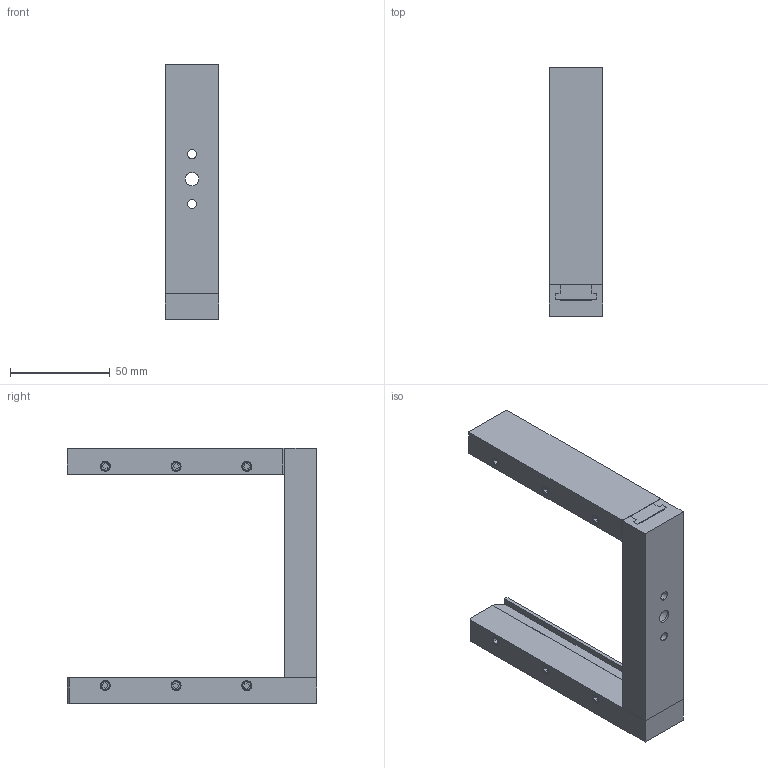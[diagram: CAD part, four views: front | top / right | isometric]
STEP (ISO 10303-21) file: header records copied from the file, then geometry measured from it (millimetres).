
FILE_DESCRIPTION (( 'STEP AP203' ), '1' );
FILE_NAME ('04PHF-4M.STEP', '2016-03-17T03:48:37', ( '' ), ( '' ), 'SwSTEP 2.0', 'SolidWorks 2016', '' );
FILE_SCHEMA (( 'CONFIG_CONTROL_DESIGN' ));
Length unit declared in the file: millimetre
Products named in the file (1): 04PHF-4M
Bounding box: 27 x 125 x 128 mm (x, y, z)
Volume: 111980.4 mm3; surface area: 50184.9 mm2
Topology: 20 solids, 20 shells, 297 faces, 661 edges, 429 vertices
Faces by surface type: plane 169, cylinder 102, cone 26
Entity records: 8280 total; most frequent: DIRECTION 1475, CARTESIAN_POINT 1382, ORIENTED_EDGE 1310, EDGE_CURVE 655, AXIS2_PLACEMENT_3D 522, VECTOR 431, LINE 431, VERTEX_POINT 429
